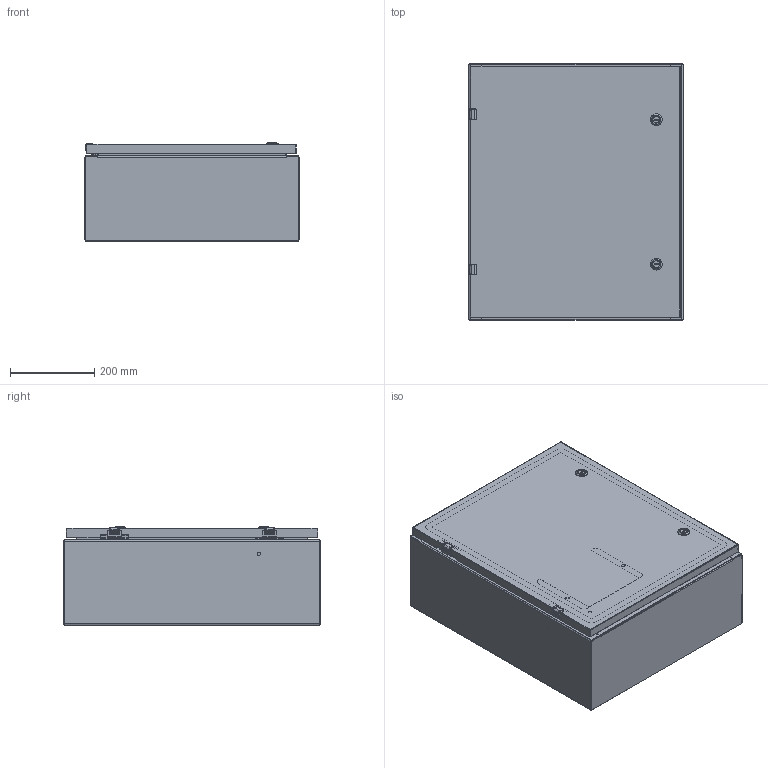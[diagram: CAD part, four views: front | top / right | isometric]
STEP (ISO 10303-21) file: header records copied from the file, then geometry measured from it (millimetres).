
FILE_DESCRIPTION (( 'STEP AP214' ), '1' );
FILE_NAME ('SCE-24EL2008LP.STEP', '2022-09-29T08:53:08', ( '' ), ( '' ), 'SwSTEP 2.0', 'SolidWorks 2021', '' );
FILE_SCHEMA (( 'AUTOMOTIVE_DESIGN' ));
Length unit declared in the file: inch
Products named in the file (1): SCE-24EL2008LP
Bounding box: 508 x 609.6 x 234.45 mm (x, y, z)
Volume: 3271415.6 mm3; surface area: 3112340.9 mm2
Topology: 47 solids, 47 shells, 2911 faces, 7623 edges, 4748 vertices
Faces by surface type: plane 1099, cylinder 892, bspline 702, cone 110, torus 72, sphere 36
Entity records: 160778 total; most frequent: CARTESIAN_POINT 56504, ORIENTED_EDGE 15010, DIRECTION 12101, EDGE_CURVE 7505, VERTEX_POINT 4748, AXIS2_PLACEMENT_3D 4444, LINE 3213, VECTOR 3213
